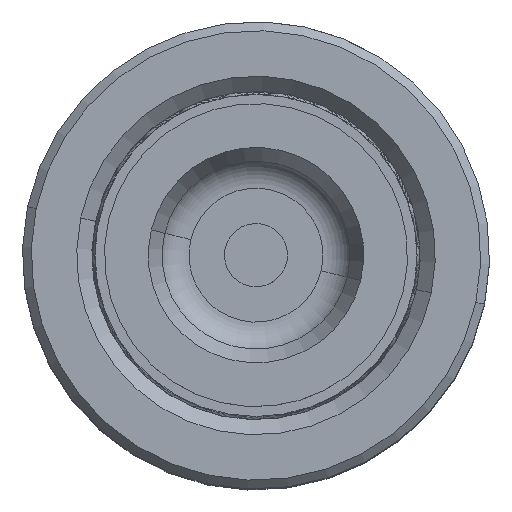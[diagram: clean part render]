
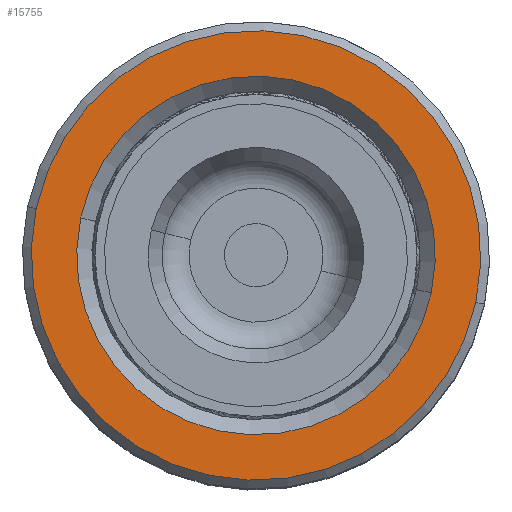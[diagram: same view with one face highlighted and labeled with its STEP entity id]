
A CAD part, top view. The second image highlights one B-rep face of the part: STEP entity #15755.
In plain terms, the highlighted planar face has unit normal (0, 0, 1).
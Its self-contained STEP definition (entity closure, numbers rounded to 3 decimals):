
#1376 = CARTESIAN_POINT ( 'NONE',  ( 0., 0., 50. ) ) ;
#2215 = EDGE_LOOP ( 'NONE', ( #12165, #16918 ) ) ;
#2849 = VERTEX_POINT ( 'NONE', #30552 ) ;
#3244 = CARTESIAN_POINT ( 'NONE',  ( 0., 0., 50. ) ) ;
#4248 = DIRECTION ( 'NONE',  ( 0., 0., 1. ) ) ;
#4268 = DIRECTION ( 'NONE',  ( 0., 0., -1. ) ) ;
#4437 = CARTESIAN_POINT ( 'NONE',  ( 17.8, 0., 50. ) ) ;
#4609 = DIRECTION ( 'NONE',  ( 1., 0., 0. ) ) ;
#5386 = CIRCLE ( 'NONE', #23099, 17.8 ) ;
#6272 = DIRECTION ( 'NONE',  ( 0., 0., 1. ) ) ;
#6386 = ORIENTED_EDGE ( 'NONE', *, *, #33350, .T. ) ;
#6639 = CIRCLE ( 'NONE', #33448, 14.2 ) ;
#7005 = DIRECTION ( 'NONE',  ( 0., 0., 1. ) ) ;
#7022 = VERTEX_POINT ( 'NONE', #4437 ) ;
#8233 = ORIENTED_EDGE ( 'NONE', *, *, #10183, .T. ) ;
#10183 = EDGE_CURVE ( 'NONE', #35385, #2849, #31092, .T. ) ;
#12165 = ORIENTED_EDGE ( 'NONE', *, *, #12240, .T. ) ;
#12240 = EDGE_CURVE ( 'NONE', #32699, #7022, #18977, .T. ) ;
#13981 = PLANE ( 'NONE',  #16774 ) ;
#15564 = CARTESIAN_POINT ( 'NONE',  ( 0., 0., 50. ) ) ;
#15692 = DIRECTION ( 'NONE',  ( 1., 0., 0. ) ) ;
#15755 = ADVANCED_FACE ( 'NONE', ( #28202, #32683 ), #13981, .T. ) ;
#16774 = AXIS2_PLACEMENT_3D ( 'NONE', #3244, #6272, #32316 ) ;
#16918 = ORIENTED_EDGE ( 'NONE', *, *, #29568, .T. ) ;
#18977 = CIRCLE ( 'NONE', #27970, 17.8 ) ;
#22589 = CARTESIAN_POINT ( 'NONE',  ( -17.8, 0., 50. ) ) ;
#23099 = AXIS2_PLACEMENT_3D ( 'NONE', #1376, #4248, #4609 ) ;
#23281 = CARTESIAN_POINT ( 'NONE',  ( 0., 0., 50. ) ) ;
#23405 = DIRECTION ( 'NONE',  ( 1., 0., 0. ) ) ;
#26494 = EDGE_LOOP ( 'NONE', ( #6386, #8233 ) ) ;
#27010 = DIRECTION ( 'NONE',  ( 1., 0., 0. ) ) ;
#27970 = AXIS2_PLACEMENT_3D ( 'NONE', #15564, #7005, #27010 ) ;
#28202 = FACE_OUTER_BOUND ( 'NONE', #2215, .T. ) ;
#29568 = EDGE_CURVE ( 'NONE', #7022, #32699, #5386, .T. ) ;
#30552 = CARTESIAN_POINT ( 'NONE',  ( 14.2, 0., 50. ) ) ;
#31092 = CIRCLE ( 'NONE', #34172, 14.2 ) ;
#31805 = CARTESIAN_POINT ( 'NONE',  ( -14.2, 0., 50. ) ) ;
#32316 = DIRECTION ( 'NONE',  ( 1., 0., 0. ) ) ;
#32683 = FACE_BOUND ( 'NONE', #26494, .T. ) ;
#32699 = VERTEX_POINT ( 'NONE', #22589 ) ;
#32795 = CARTESIAN_POINT ( 'NONE',  ( 0., 0., 50. ) ) ;
#33350 = EDGE_CURVE ( 'NONE', #2849, #35385, #6639, .T. ) ;
#33448 = AXIS2_PLACEMENT_3D ( 'NONE', #23281, #34903, #23405 ) ;
#34172 = AXIS2_PLACEMENT_3D ( 'NONE', #32795, #4268, #15692 ) ;
#34903 = DIRECTION ( 'NONE',  ( 0., 0., -1. ) ) ;
#35385 = VERTEX_POINT ( 'NONE', #31805 ) ;
